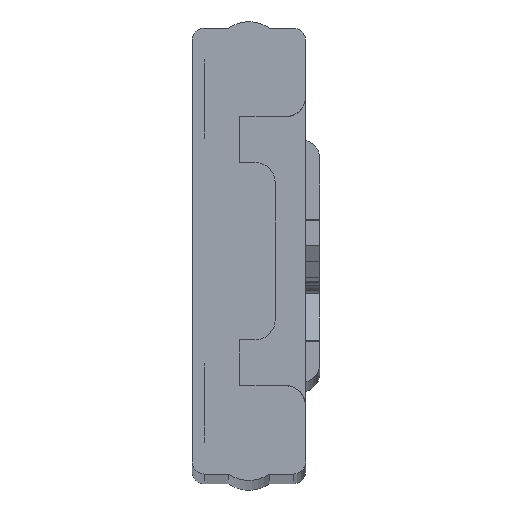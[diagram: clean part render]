
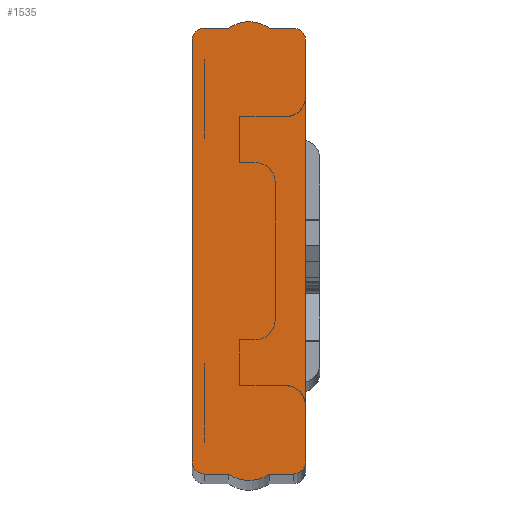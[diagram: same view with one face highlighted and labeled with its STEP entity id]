
A CAD part, top view. The second image highlights one B-rep face of the part: STEP entity #1535.
In plain terms, the highlighted face is planar.
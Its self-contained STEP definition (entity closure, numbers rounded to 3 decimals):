
#263 = DIRECTION ( 'NONE',  ( 1., 0., 0. ) ) ;
#434 = CARTESIAN_POINT ( 'NONE',  ( 0., -20.8, -275. ) ) ;
#436 = AXIS2_PLACEMENT_3D ( 'NONE', #823, #3776, #1648 ) ;
#543 = AXIS2_PLACEMENT_3D ( 'NONE', #2881, #1518, #4479 ) ;
#565 = VERTEX_POINT ( 'NONE', #3915 ) ;
#663 = DIRECTION ( 'NONE',  ( -1., 0., 0. ) ) ;
#715 = CARTESIAN_POINT ( 'NONE',  ( 10., -20.8, -275. ) ) ;
#748 = EDGE_CURVE ( 'NONE', #815, #3086, #8898, .T. ) ;
#758 = CIRCLE ( 'NONE', #9579, 1.2 ) ;
#767 = VERTEX_POINT ( 'NONE', #9576 ) ;
#815 = VERTEX_POINT ( 'NONE', #4399 ) ;
#823 = CARTESIAN_POINT ( 'NONE',  ( 5.6, 19.025, -275. ) ) ;
#857 = DIRECTION ( 'NONE',  ( -1., 0., 0. ) ) ;
#858 = VERTEX_POINT ( 'NONE', #9037 ) ;
#898 = CARTESIAN_POINT ( 'NONE',  ( 5.6, 19.025, -275. ) ) ;
#900 = EDGE_CURVE ( 'NONE', #858, #3640, #1906, .T. ) ;
#1048 = DIRECTION ( 'NONE',  ( 1., 0., 0. ) ) ;
#1193 = CARTESIAN_POINT ( 'NONE',  ( 3.573, -22., -275. ) ) ;
#1286 = DIRECTION ( 'NONE',  ( 1., 0., 0. ) ) ;
#1518 = DIRECTION ( 'NONE',  ( 0., 0., 1. ) ) ;
#1521 = DIRECTION ( 'NONE',  ( -1., 0., 0. ) ) ;
#1535 = ADVANCED_FACE ( 'NONE', ( #5871 ), #2234, .F. ) ;
#1611 = AXIS2_PLACEMENT_3D ( 'NONE', #1684, #2411, #1048 ) ;
#1638 = CIRCLE ( 'NONE', #543, 1.2 ) ;
#1648 = DIRECTION ( 'NONE',  ( 1., 0., 0. ) ) ;
#1684 = CARTESIAN_POINT ( 'NONE',  ( 1.2, 20.8, -275. ) ) ;
#1714 = ORIENTED_EDGE ( 'NONE', *, *, #900, .F. ) ;
#1768 = DIRECTION ( 'NONE',  ( 0., 0., 1. ) ) ;
#1782 = CIRCLE ( 'NONE', #7985, 3.6 ) ;
#1901 = EDGE_CURVE ( 'NONE', #7366, #8106, #758, .T. ) ;
#1906 = CIRCLE ( 'NONE', #1611, 1.2 ) ;
#1974 = ORIENTED_EDGE ( 'NONE', *, *, #5029, .F. ) ;
#1978 = CIRCLE ( 'NONE', #7406, 1.2 ) ;
#2096 = CARTESIAN_POINT ( 'NONE',  ( 5.6, -19.025, -275. ) ) ;
#2234 = PLANE ( 'NONE',  #436 ) ;
#2411 = DIRECTION ( 'NONE',  ( 0., 0., 1. ) ) ;
#2571 = ORIENTED_EDGE ( 'NONE', *, *, #9509, .F. ) ;
#2696 = ORIENTED_EDGE ( 'NONE', *, *, #6470, .F. ) ;
#2779 = DIRECTION ( 'NONE',  ( -1., 0., 0. ) ) ;
#2881 = CARTESIAN_POINT ( 'NONE',  ( 10., 20.8, -275. ) ) ;
#2887 = VERTEX_POINT ( 'NONE', #434 ) ;
#2896 = ORIENTED_EDGE ( 'NONE', *, *, #748, .F. ) ;
#3044 = VECTOR ( 'NONE', #1521, 1000. ) ;
#3054 = LINE ( 'NONE', #6148, #7213 ) ;
#3086 = VERTEX_POINT ( 'NONE', #7431 ) ;
#3349 = VECTOR ( 'NONE', #1286, 1000. ) ;
#3616 = DIRECTION ( 'NONE',  ( 0., 0., 1. ) ) ;
#3640 = VERTEX_POINT ( 'NONE', #6834 ) ;
#3776 = DIRECTION ( 'NONE',  ( 0., 0., 1. ) ) ;
#3908 = DIRECTION ( 'NONE',  ( -1., 0., 0. ) ) ;
#3915 = CARTESIAN_POINT ( 'NONE',  ( 7.627, -22., -275. ) ) ;
#4083 = EDGE_CURVE ( 'NONE', #565, #7366, #8676, .T. ) ;
#4168 = ORIENTED_EDGE ( 'NONE', *, *, #7114, .F. ) ;
#4226 = DIRECTION ( 'NONE',  ( 0., 0., 1. ) ) ;
#4364 = ORIENTED_EDGE ( 'NONE', *, *, #5991, .F. ) ;
#4399 = CARTESIAN_POINT ( 'NONE',  ( 10., 22., -275. ) ) ;
#4479 = DIRECTION ( 'NONE',  ( 1., 0., 0. ) ) ;
#4609 = CIRCLE ( 'NONE', #5236, 3.6 ) ;
#4642 = CARTESIAN_POINT ( 'NONE',  ( 1.2, -20.8, -275. ) ) ;
#4692 = CARTESIAN_POINT ( 'NONE',  ( 3.573, 22., -275. ) ) ;
#4801 = VERTEX_POINT ( 'NONE', #4692 ) ;
#5029 = EDGE_CURVE ( 'NONE', #7791, #8914, #7939, .T. ) ;
#5236 = AXIS2_PLACEMENT_3D ( 'NONE', #2096, #4226, #2779 ) ;
#5311 = DIRECTION ( 'NONE',  ( 0., 0., 1. ) ) ;
#5356 = DIRECTION ( 'NONE',  ( 0., -1., 0. ) ) ;
#5523 = ORIENTED_EDGE ( 'NONE', *, *, #4083, .F. ) ;
#5584 = CARTESIAN_POINT ( 'NONE',  ( 10., -22., -275. ) ) ;
#5871 = FACE_OUTER_BOUND ( 'NONE', #8460, .T. ) ;
#5991 = EDGE_CURVE ( 'NONE', #8914, #565, #4609, .T. ) ;
#6148 = CARTESIAN_POINT ( 'NONE',  ( 11.2, 20.8, -275. ) ) ;
#6470 = EDGE_CURVE ( 'NONE', #2887, #7791, #1978, .T. ) ;
#6747 = CARTESIAN_POINT ( 'NONE',  ( 1.2, -22., -275. ) ) ;
#6794 = ORIENTED_EDGE ( 'NONE', *, *, #1901, .F. ) ;
#6833 = EDGE_CURVE ( 'NONE', #3086, #4801, #1782, .T. ) ;
#6834 = CARTESIAN_POINT ( 'NONE',  ( 0., 20.8, -275. ) ) ;
#6836 = DIRECTION ( 'NONE',  ( 0., 1., 0. ) ) ;
#6859 = LINE ( 'NONE', #9158, #8919 ) ;
#7114 = EDGE_CURVE ( 'NONE', #767, #815, #1638, .T. ) ;
#7213 = VECTOR ( 'NONE', #6836, 1000. ) ;
#7267 = ORIENTED_EDGE ( 'NONE', *, *, #6833, .F. ) ;
#7277 = ORIENTED_EDGE ( 'NONE', *, *, #8517, .F. ) ;
#7281 = CARTESIAN_POINT ( 'NONE',  ( 3.573, -22., -275. ) ) ;
#7366 = VERTEX_POINT ( 'NONE', #7720 ) ;
#7406 = AXIS2_PLACEMENT_3D ( 'NONE', #4642, #1768, #3908 ) ;
#7431 = CARTESIAN_POINT ( 'NONE',  ( 7.627, 22., -275. ) ) ;
#7720 = CARTESIAN_POINT ( 'NONE',  ( 10., -22., -275. ) ) ;
#7791 = VERTEX_POINT ( 'NONE', #6747 ) ;
#7939 = LINE ( 'NONE', #1193, #3349 ) ;
#7961 = VECTOR ( 'NONE', #663, 1000. ) ;
#7985 = AXIS2_PLACEMENT_3D ( 'NONE', #898, #5311, #263 ) ;
#8091 = CARTESIAN_POINT ( 'NONE',  ( 10., 22., -275. ) ) ;
#8106 = VERTEX_POINT ( 'NONE', #8404 ) ;
#8169 = LINE ( 'NONE', #8932, #3044 ) ;
#8404 = CARTESIAN_POINT ( 'NONE',  ( 11.2, -20.8, -275. ) ) ;
#8460 = EDGE_LOOP ( 'NONE', ( #7267, #2896, #4168, #2571, #6794, #5523, #4364, #1974, #2696, #9307, #1714, #7277 ) ) ;
#8517 = EDGE_CURVE ( 'NONE', #4801, #858, #8169, .T. ) ;
#8646 = EDGE_CURVE ( 'NONE', #3640, #2887, #6859, .T. ) ;
#8676 = LINE ( 'NONE', #5584, #8993 ) ;
#8898 = LINE ( 'NONE', #8091, #7961 ) ;
#8914 = VERTEX_POINT ( 'NONE', #7281 ) ;
#8919 = VECTOR ( 'NONE', #5356, 1000. ) ;
#8932 = CARTESIAN_POINT ( 'NONE',  ( 3.573, 22., -275. ) ) ;
#8993 = VECTOR ( 'NONE', #9341, 1000. ) ;
#9037 = CARTESIAN_POINT ( 'NONE',  ( 1.2, 22., -275. ) ) ;
#9158 = CARTESIAN_POINT ( 'NONE',  ( 0., 20.8, -275. ) ) ;
#9307 = ORIENTED_EDGE ( 'NONE', *, *, #8646, .F. ) ;
#9341 = DIRECTION ( 'NONE',  ( 1., 0., 0. ) ) ;
#9509 = EDGE_CURVE ( 'NONE', #8106, #767, #3054, .T. ) ;
#9576 = CARTESIAN_POINT ( 'NONE',  ( 11.2, 20.8, -275. ) ) ;
#9579 = AXIS2_PLACEMENT_3D ( 'NONE', #715, #3616, #857 ) ;
